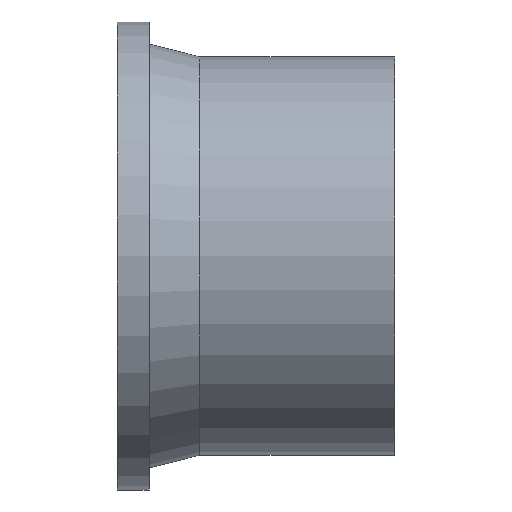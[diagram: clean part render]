
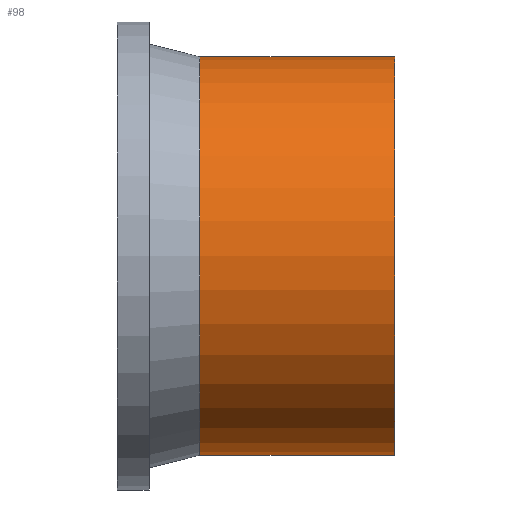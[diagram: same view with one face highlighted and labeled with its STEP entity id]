
A CAD part, top view. The second image highlights one B-rep face of the part: STEP entity #98.
In plain terms, the highlighted cylindrical face has radius 157.5 mm (diameter 315 mm), a partial arc.
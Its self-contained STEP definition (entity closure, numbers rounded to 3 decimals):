
#74 = EDGE_CURVE( '', #122, #162, #186, .T. );
#80 = VERTEX_POINT( '', #192 );
#98 = ADVANCED_FACE( '', ( #213 ), #214, .T. );
#122 = VERTEX_POINT( '', #240 );
#138 = VERTEX_POINT( '', #259 );
#142 = EDGE_CURVE( '', #138, #162, #263, .T. );
#148 = EDGE_CURVE( '', #122, #80, #269, .T. );
#162 = VERTEX_POINT( '', #286 );
#164 = EDGE_CURVE( '', #80, #138, #288, .T. );
#186 = CIRCLE( '', #304, 157.5 );
#192 = CARTESIAN_POINT( '', ( 0., -157.5, 0. ) );
#213 = FACE_OUTER_BOUND( '', #337, .T. );
#214 = CYLINDRICAL_SURFACE( '', #338, 157.5 );
#240 = CARTESIAN_POINT( '', ( -154., -157.5, 0. ) );
#259 = CARTESIAN_POINT( '', ( 0., 157.5, 0. ) );
#263 = LINE( '', #400, #401 );
#269 = LINE( '', #410, #411 );
#286 = CARTESIAN_POINT( '', ( -154., 157.5, 0. ) );
#288 = CIRCLE( '', #433, 157.5 );
#304 = AXIS2_PLACEMENT_3D( '', #442, #443, #444 );
#337 = EDGE_LOOP( '', ( #479, #480, #481, #482 ) );
#338 = AXIS2_PLACEMENT_3D( '', #483, #484, #485 );
#400 = CARTESIAN_POINT( '', ( -77., 157.5, 0. ) );
#401 = VECTOR( '', #539, 1. );
#410 = CARTESIAN_POINT( '', ( -77., -157.5, 0. ) );
#411 = VECTOR( '', #541, 1. );
#433 = AXIS2_PLACEMENT_3D( '', #567, #568, #569 );
#442 = CARTESIAN_POINT( '', ( -154., 0., 0. ) );
#443 = DIRECTION( '', ( -1., 0., 0. ) );
#444 = DIRECTION( '', ( 0., 1., 0. ) );
#479 = ORIENTED_EDGE( '', *, *, #142, .T. );
#480 = ORIENTED_EDGE( '', *, *, #74, .F. );
#481 = ORIENTED_EDGE( '', *, *, #148, .T. );
#482 = ORIENTED_EDGE( '', *, *, #164, .T. );
#483 = CARTESIAN_POINT( '', ( -77., 0., 0. ) );
#484 = DIRECTION( '', ( 1., 0., 0. ) );
#485 = DIRECTION( '', ( 0., 1., 0. ) );
#539 = DIRECTION( '', ( -1., 0., 0. ) );
#541 = DIRECTION( '', ( 1., 0., 0. ) );
#567 = CARTESIAN_POINT( '', ( 0., 0., 0. ) );
#568 = DIRECTION( '', ( -1., 0., 0. ) );
#569 = DIRECTION( '', ( 0., 1., 0. ) );
